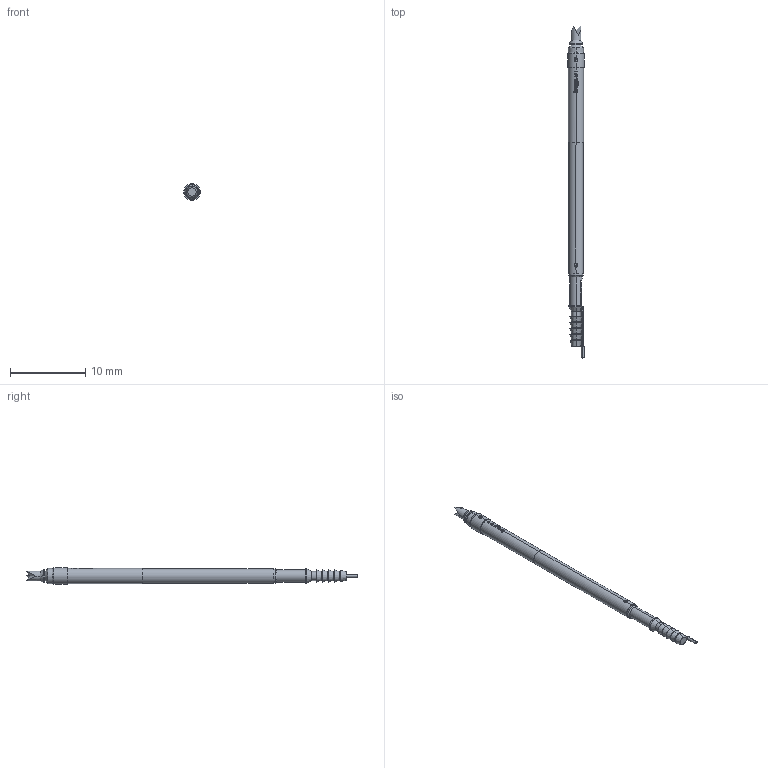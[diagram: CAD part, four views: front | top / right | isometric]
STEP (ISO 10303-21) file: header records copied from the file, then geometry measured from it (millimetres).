
FILE_DESCRIPTION (( 'STEP AP203' ), '1' );
FILE_NAME ('INGUN_PKS-200_233_130_A_xx02_V.STEP', '2021-10-05T05:29:55', ( 'ochi' ), ( '' ), 'SwSTEP 2.0', 'SolidWorks 2018', '' );
FILE_SCHEMA (( 'CONFIG_CONTROL_DESIGN' ));
Length unit declared in the file: millimetre
Products named in the file (1): INGUN_PKS-200_233_130_A_xx02_V
Bounding box: 2.2 x 44.2 x 2.2 mm (x, y, z)
Volume: 115.2 mm3; surface area: 265 mm2
Topology: 1 solids, 1 shells, 196 faces, 516 edges, 332 vertices
Faces by surface type: plane 68, cylinder 57, bspline 50, cone 21
Entity records: 7581 total; most frequent: CARTESIAN_POINT 3001, ORIENTED_EDGE 1032, DIRECTION 828, EDGE_CURVE 516, AXIS2_PLACEMENT_3D 337, VERTEX_POINT 332, EDGE_LOOP 214, FACE_OUTER_BOUND 196
